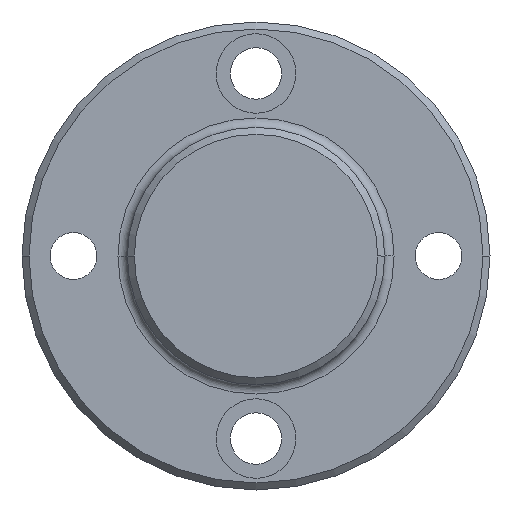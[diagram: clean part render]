
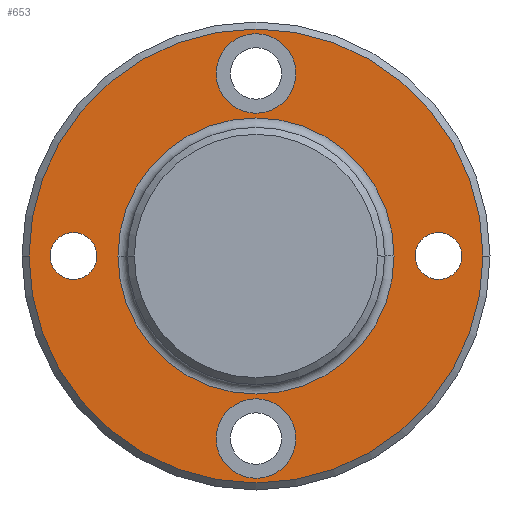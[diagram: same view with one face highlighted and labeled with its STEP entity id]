
A CAD part, left-side view. The second image highlights one B-rep face of the part: STEP entity #653.
In plain terms, the highlighted planar face has unit normal (-1, 0, 0).
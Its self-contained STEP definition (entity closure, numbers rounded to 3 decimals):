
#251=CARTESIAN_POINT('Vertex',(-25.,48.5,0.)) ;
#254=CARTESIAN_POINT('Axis2P3D Location',(-25.,0.,0.)) ;
#258=CARTESIAN_POINT('Vertex',(-25.,-48.5,0.)) ;
#278=CARTESIAN_POINT('Axis2P3D Location',(-25.,0.,0.)) ;
#308=CARTESIAN_POINT('Vertex',(-25.,-29.5,0.)) ;
#311=CARTESIAN_POINT('Axis2P3D Location',(-25.,0.,0.)) ;
#315=CARTESIAN_POINT('Vertex',(-25.,29.5,0.)) ;
#340=CARTESIAN_POINT('Axis2P3D Location',(-25.,0.,0.)) ;
#462=CARTESIAN_POINT('Vertex',(-25.,-43.388,2.397)) ;
#467=CARTESIAN_POINT('Axis2P3D Location',(-25.,-39.,0.)) ;
#471=CARTESIAN_POINT('Vertex',(-25.,-34.612,-2.397)) ;
#493=CARTESIAN_POINT('Axis2P3D Location',(-25.,-39.,0.)) ;
#519=CARTESIAN_POINT('Vertex',(-25.,34.612,2.397)) ;
#524=CARTESIAN_POINT('Axis2P3D Location',(-25.,39.,0.)) ;
#528=CARTESIAN_POINT('Vertex',(-25.,43.388,-2.397)) ;
#550=CARTESIAN_POINT('Axis2P3D Location',(-25.,39.,0.)) ;
#572=CARTESIAN_POINT('Axis2P3D Location',(-25.,0.,-39.)) ;
#576=CARTESIAN_POINT('Vertex',(-25.,7.459,-34.925)) ;
#578=CARTESIAN_POINT('Vertex',(-25.,-7.459,-43.075)) ;
#598=CARTESIAN_POINT('Axis2P3D Location',(-25.,0.,-39.)) ;
#610=CARTESIAN_POINT('Axis2P3D Location',(-25.,0.,0.)) ;
#619=CARTESIAN_POINT('Axis2P3D Location',(-25.,0.,39.)) ;
#623=CARTESIAN_POINT('Vertex',(-25.,-7.459,34.925)) ;
#625=CARTESIAN_POINT('Vertex',(-25.,7.459,43.075)) ;
#628=CARTESIAN_POINT('Axis2P3D Location',(-25.,0.,39.)) ;
#255=DIRECTION('Axis2P3D Direction',(1.,0.,0.)) ;
#279=DIRECTION('Axis2P3D Direction',(1.,0.,0.)) ;
#312=DIRECTION('Axis2P3D Direction',(1.,-0.,0.)) ;
#341=DIRECTION('Axis2P3D Direction',(1.,0.,-0.)) ;
#468=DIRECTION('Axis2P3D Direction',(-1.,0.,-0.)) ;
#494=DIRECTION('Axis2P3D Direction',(-1.,0.,-0.)) ;
#525=DIRECTION('Axis2P3D Direction',(-1.,0.,0.)) ;
#551=DIRECTION('Axis2P3D Direction',(-1.,0.,0.)) ;
#573=DIRECTION('Axis2P3D Direction',(1.,-0.,0.)) ;
#599=DIRECTION('Axis2P3D Direction',(1.,-0.,0.)) ;
#611=DIRECTION('Axis2P3D Direction',(1.,0.,0.)) ;
#612=DIRECTION('Axis2P3D XDirection',(0.,1.,0.)) ;
#620=DIRECTION('Axis2P3D Direction',(1.,0.,0.)) ;
#629=DIRECTION('Axis2P3D Direction',(1.,0.,0.)) ;
#256=AXIS2_PLACEMENT_3D('Circle Axis2P3D',#254,#255,$) ;
#280=AXIS2_PLACEMENT_3D('Circle Axis2P3D',#278,#279,$) ;
#313=AXIS2_PLACEMENT_3D('Circle Axis2P3D',#311,#312,$) ;
#342=AXIS2_PLACEMENT_3D('Circle Axis2P3D',#340,#341,$) ;
#469=AXIS2_PLACEMENT_3D('Circle Axis2P3D',#467,#468,$) ;
#495=AXIS2_PLACEMENT_3D('Circle Axis2P3D',#493,#494,$) ;
#526=AXIS2_PLACEMENT_3D('Circle Axis2P3D',#524,#525,$) ;
#552=AXIS2_PLACEMENT_3D('Circle Axis2P3D',#550,#551,$) ;
#574=AXIS2_PLACEMENT_3D('Circle Axis2P3D',#572,#573,$) ;
#600=AXIS2_PLACEMENT_3D('Circle Axis2P3D',#598,#599,$) ;
#613=AXIS2_PLACEMENT_3D('Plane Axis2P3D',#610,#611,#612) ;
#621=AXIS2_PLACEMENT_3D('Circle Axis2P3D',#619,#620,$) ;
#630=AXIS2_PLACEMENT_3D('Circle Axis2P3D',#628,#629,$) ;
#616=ORIENTED_EDGE('',*,*,#260,.F.) ;
#617=ORIENTED_EDGE('',*,*,#282,.F.) ;
#634=ORIENTED_EDGE('',*,*,#627,.T.) ;
#635=ORIENTED_EDGE('',*,*,#632,.T.) ;
#638=ORIENTED_EDGE('',*,*,#602,.T.) ;
#639=ORIENTED_EDGE('',*,*,#580,.T.) ;
#642=ORIENTED_EDGE('',*,*,#530,.T.) ;
#643=ORIENTED_EDGE('',*,*,#554,.T.) ;
#646=ORIENTED_EDGE('',*,*,#473,.T.) ;
#647=ORIENTED_EDGE('',*,*,#497,.T.) ;
#650=ORIENTED_EDGE('',*,*,#344,.T.) ;
#651=ORIENTED_EDGE('',*,*,#317,.T.) ;
#636=FACE_BOUND('',#633,.T.) ;
#640=FACE_BOUND('',#637,.T.) ;
#644=FACE_BOUND('',#641,.T.) ;
#648=FACE_BOUND('',#645,.T.) ;
#652=FACE_BOUND('',#649,.T.) ;
#653=ADVANCED_FACE('PartBody',(#618,#636,#640,#644,#648,#652),#614,.F.) ;
#257=CIRCLE('generated circle',#256,48.5) ;
#281=CIRCLE('generated circle',#280,48.5) ;
#314=CIRCLE('generated circle',#313,29.5) ;
#343=CIRCLE('generated circle',#342,29.5) ;
#470=CIRCLE('generated circle',#469,5.) ;
#496=CIRCLE('generated circle',#495,5.) ;
#527=CIRCLE('generated circle',#526,5.) ;
#553=CIRCLE('generated circle',#552,5.) ;
#575=CIRCLE('generated circle',#574,8.5) ;
#601=CIRCLE('generated circle',#600,8.5) ;
#622=CIRCLE('generated circle',#621,8.5) ;
#631=CIRCLE('generated circle',#630,8.5) ;
#260=EDGE_CURVE('',#252,#259,#257,.T.) ;
#282=EDGE_CURVE('',#259,#252,#281,.T.) ;
#317=EDGE_CURVE('',#316,#309,#314,.T.) ;
#344=EDGE_CURVE('',#309,#316,#343,.T.) ;
#473=EDGE_CURVE('',#472,#463,#470,.F.) ;
#497=EDGE_CURVE('',#463,#472,#496,.F.) ;
#530=EDGE_CURVE('',#529,#520,#527,.F.) ;
#554=EDGE_CURVE('',#520,#529,#553,.F.) ;
#580=EDGE_CURVE('',#577,#579,#575,.T.) ;
#602=EDGE_CURVE('',#579,#577,#601,.T.) ;
#627=EDGE_CURVE('',#624,#626,#622,.T.) ;
#632=EDGE_CURVE('',#626,#624,#631,.T.) ;
#615=EDGE_LOOP('',(#616,#617)) ;
#633=EDGE_LOOP('',(#634,#635)) ;
#637=EDGE_LOOP('',(#638,#639)) ;
#641=EDGE_LOOP('',(#642,#643)) ;
#645=EDGE_LOOP('',(#646,#647)) ;
#649=EDGE_LOOP('',(#650,#651)) ;
#618=FACE_OUTER_BOUND('',#615,.T.) ;
#614=PLANE('Plane',#613) ;
#252=VERTEX_POINT('',#251) ;
#259=VERTEX_POINT('',#258) ;
#309=VERTEX_POINT('',#308) ;
#316=VERTEX_POINT('',#315) ;
#463=VERTEX_POINT('',#462) ;
#472=VERTEX_POINT('',#471) ;
#520=VERTEX_POINT('',#519) ;
#529=VERTEX_POINT('',#528) ;
#577=VERTEX_POINT('',#576) ;
#579=VERTEX_POINT('',#578) ;
#624=VERTEX_POINT('',#623) ;
#626=VERTEX_POINT('',#625) ;
